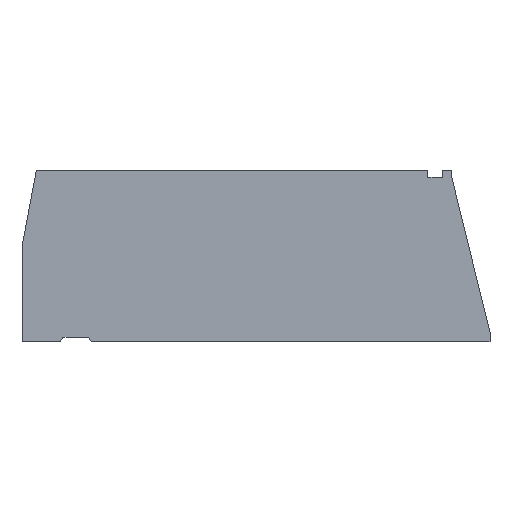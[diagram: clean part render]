
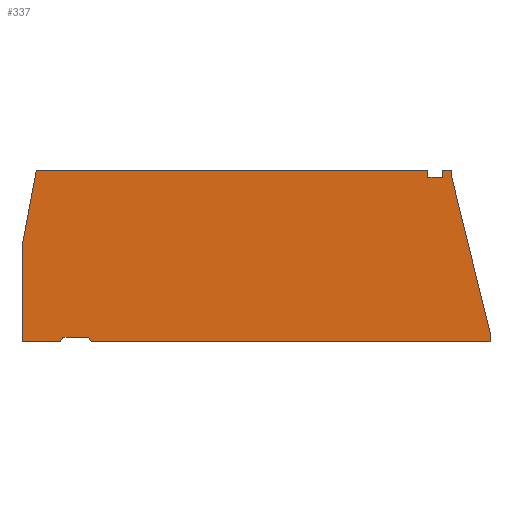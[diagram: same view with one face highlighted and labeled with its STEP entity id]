
A CAD part, top view. The second image highlights one B-rep face of the part: STEP entity #337.
In plain terms, the highlighted planar face has unit normal (0, 0, 1).
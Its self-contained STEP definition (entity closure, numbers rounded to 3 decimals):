
#31=FACE_OUTER_BOUND('',#48,.T.);
#48=EDGE_LOOP('',(#289,#290,#291,#292,#293,#294,#295,#296,#297,#298,#299,
#300,#301,#302,#303));
#51=LINE('',#464,#96);
#54=LINE('',#470,#99);
#57=LINE('',#476,#102);
#60=LINE('',#482,#105);
#63=LINE('',#488,#108);
#66=LINE('',#494,#111);
#69=LINE('',#500,#114);
#72=LINE('',#506,#117);
#75=LINE('',#512,#120);
#78=LINE('',#518,#123);
#81=LINE('',#524,#126);
#84=LINE('',#530,#129);
#87=LINE('',#536,#132);
#90=LINE('',#542,#135);
#93=LINE('',#546,#138);
#96=VECTOR('',#381,10.);
#99=VECTOR('',#386,10.);
#102=VECTOR('',#391,10.);
#105=VECTOR('',#396,10.);
#108=VECTOR('',#401,10.);
#111=VECTOR('',#406,10.);
#114=VECTOR('',#411,10.);
#117=VECTOR('',#416,10.);
#120=VECTOR('',#421,10.);
#123=VECTOR('',#426,10.);
#126=VECTOR('',#431,10.);
#129=VECTOR('',#436,10.);
#132=VECTOR('',#441,10.);
#135=VECTOR('',#446,10.);
#138=VECTOR('',#451,10.);
#141=VERTEX_POINT('',#461);
#142=VERTEX_POINT('',#463);
#144=VERTEX_POINT('',#469);
#146=VERTEX_POINT('',#475);
#148=VERTEX_POINT('',#481);
#150=VERTEX_POINT('',#487);
#152=VERTEX_POINT('',#493);
#154=VERTEX_POINT('',#499);
#156=VERTEX_POINT('',#505);
#158=VERTEX_POINT('',#511);
#160=VERTEX_POINT('',#517);
#162=VERTEX_POINT('',#523);
#164=VERTEX_POINT('',#529);
#166=VERTEX_POINT('',#535);
#168=VERTEX_POINT('',#541);
#171=EDGE_CURVE('',#142,#141,#51,.T.);
#174=EDGE_CURVE('',#144,#142,#54,.T.);
#177=EDGE_CURVE('',#146,#144,#57,.T.);
#180=EDGE_CURVE('',#148,#146,#60,.T.);
#183=EDGE_CURVE('',#150,#148,#63,.T.);
#186=EDGE_CURVE('',#152,#150,#66,.T.);
#189=EDGE_CURVE('',#154,#152,#69,.T.);
#192=EDGE_CURVE('',#156,#154,#72,.T.);
#195=EDGE_CURVE('',#158,#156,#75,.T.);
#198=EDGE_CURVE('',#160,#158,#78,.T.);
#201=EDGE_CURVE('',#162,#160,#81,.T.);
#204=EDGE_CURVE('',#164,#162,#84,.T.);
#207=EDGE_CURVE('',#166,#164,#87,.T.);
#210=EDGE_CURVE('',#168,#166,#90,.T.);
#213=EDGE_CURVE('',#141,#168,#93,.T.);
#289=ORIENTED_EDGE('',*,*,#213,.T.);
#290=ORIENTED_EDGE('',*,*,#210,.T.);
#291=ORIENTED_EDGE('',*,*,#207,.T.);
#292=ORIENTED_EDGE('',*,*,#204,.T.);
#293=ORIENTED_EDGE('',*,*,#201,.T.);
#294=ORIENTED_EDGE('',*,*,#198,.T.);
#295=ORIENTED_EDGE('',*,*,#195,.T.);
#296=ORIENTED_EDGE('',*,*,#192,.T.);
#297=ORIENTED_EDGE('',*,*,#189,.T.);
#298=ORIENTED_EDGE('',*,*,#186,.T.);
#299=ORIENTED_EDGE('',*,*,#183,.T.);
#300=ORIENTED_EDGE('',*,*,#180,.T.);
#301=ORIENTED_EDGE('',*,*,#177,.T.);
#302=ORIENTED_EDGE('',*,*,#174,.T.);
#303=ORIENTED_EDGE('',*,*,#171,.T.);
#320=PLANE('',#374);
#337=ADVANCED_FACE('',(#31),#320,.T.);
#374=AXIS2_PLACEMENT_3D('',#548,#454,#455);
#381=DIRECTION('',(0.498,-0.867,0.));
#386=DIRECTION('',(1.,0.,0.));
#391=DIRECTION('',(0.498,0.867,0.));
#396=DIRECTION('',(1.,0.,0.));
#401=DIRECTION('',(0.,-1.,0.));
#406=DIRECTION('',(-0.184,-0.983,0.));
#411=DIRECTION('',(-1.,0.,0.));
#416=DIRECTION('',(0.,1.,0.));
#421=DIRECTION('',(-1.,0.,0.));
#426=DIRECTION('',(0.,-1.,0.));
#431=DIRECTION('',(-1.,0.,0.));
#436=DIRECTION('',(0.,1.,0.));
#441=DIRECTION('',(-0.239,0.971,0.));
#446=DIRECTION('',(0.,1.,0.));
#451=DIRECTION('',(1.,0.,0.));
#454=DIRECTION('center_axis',(0.,0.,1.));
#455=DIRECTION('ref_axis',(1.,0.,0.));
#461=CARTESIAN_POINT('',(-340.888,-158.485,50.));
#463=CARTESIAN_POINT('',(-346.638,-148.485,50.));
#464=CARTESIAN_POINT('',(-340.888,-158.485,50.));
#469=CARTESIAN_POINT('',(-400.138,-148.485,50.));
#470=CARTESIAN_POINT('',(-346.638,-148.485,50.));
#475=CARTESIAN_POINT('',(-405.888,-158.485,50.));
#476=CARTESIAN_POINT('',(-400.138,-148.485,50.));
#481=CARTESIAN_POINT('',(-485.888,-158.485,50.));
#482=CARTESIAN_POINT('',(-405.888,-158.485,50.));
#487=CARTESIAN_POINT('',(-485.888,41.515,50.));
#488=CARTESIAN_POINT('',(-485.888,-158.485,50.));
#493=CARTESIAN_POINT('',(-455.888,201.515,50.));
#494=CARTESIAN_POINT('',(-485.888,41.515,50.));
#499=CARTESIAN_POINT('',(364.112,201.515,50.));
#500=CARTESIAN_POINT('',(-455.888,201.515,50.));
#505=CARTESIAN_POINT('',(364.112,186.515,50.));
#506=CARTESIAN_POINT('',(364.112,201.515,50.));
#511=CARTESIAN_POINT('',(394.112,186.515,50.));
#512=CARTESIAN_POINT('',(364.112,186.515,50.));
#517=CARTESIAN_POINT('',(394.112,201.515,50.));
#518=CARTESIAN_POINT('',(394.112,186.515,50.));
#523=CARTESIAN_POINT('',(414.112,201.515,50.));
#524=CARTESIAN_POINT('',(394.112,201.515,50.));
#529=CARTESIAN_POINT('',(414.112,186.515,50.));
#530=CARTESIAN_POINT('',(414.112,201.515,50.));
#535=CARTESIAN_POINT('',(494.112,-138.485,50.));
#536=CARTESIAN_POINT('',(414.112,186.515,50.));
#541=CARTESIAN_POINT('',(494.112,-158.485,50.));
#542=CARTESIAN_POINT('',(494.112,-138.485,50.));
#546=CARTESIAN_POINT('',(494.112,-158.485,50.));
#548=CARTESIAN_POINT('Origin',(-4.892,15.34,50.));
